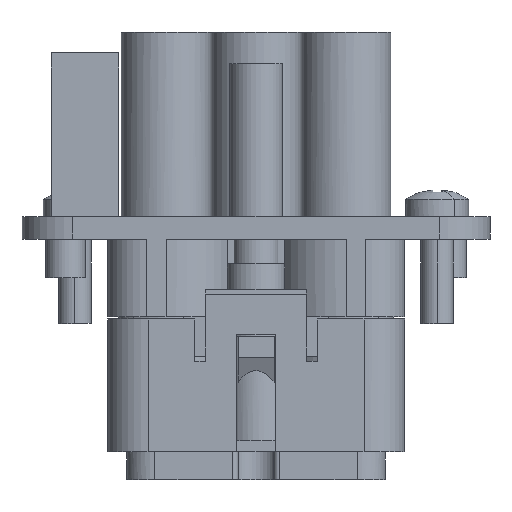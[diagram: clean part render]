
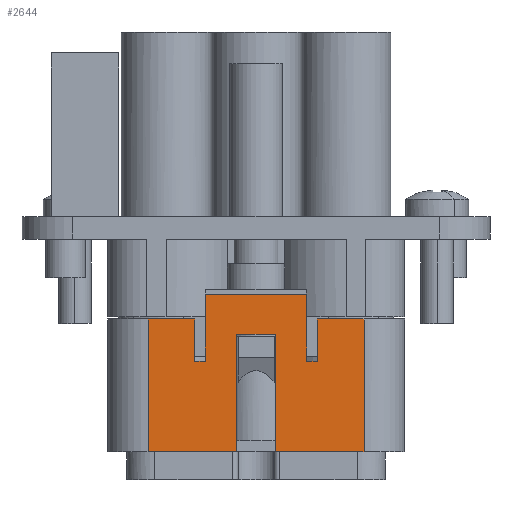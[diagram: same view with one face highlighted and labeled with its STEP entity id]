
A CAD part, left-side view. The second image highlights one B-rep face of the part: STEP entity #2644.
In plain terms, the highlighted planar face has unit normal (-1, 0, 0).
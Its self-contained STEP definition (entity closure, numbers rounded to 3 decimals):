
#2528=AXIS2_PLACEMENT_3D('Plane Axis2P3D',#2525,#2526,#2527) ;
#1050=CARTESIAN_POINT('Vertex',(0.3,15.35,14.3)) ;
#1054=CARTESIAN_POINT('Control Point',(0.3,11.2,14.3)) ;
#1055=CARTESIAN_POINT('Control Point',(0.3,12.03,14.3)) ;
#1056=CARTESIAN_POINT('Control Point',(0.3,12.86,14.3)) ;
#1057=CARTESIAN_POINT('Control Point',(0.3,13.69,14.3)) ;
#1058=CARTESIAN_POINT('Control Point',(0.3,14.52,14.3)) ;
#1059=CARTESIAN_POINT('Control Point',(0.3,15.35,14.3)) ;
#1060=CARTESIAN_POINT('Vertex',(0.3,11.2,14.3)) ;
#2510=CARTESIAN_POINT('Vertex',(0.3,15.35,10.55)) ;
#2513=CARTESIAN_POINT('Line Origine',(0.3,15.35,12.425)) ;
#2525=CARTESIAN_POINT('Axis2P3D Location',(0.3,34.,14.5)) ;
#2530=CARTESIAN_POINT('Line Origine',(0.3,15.15,2.5)) ;
#2534=CARTESIAN_POINT('Vertex',(0.3,19.1,2.5)) ;
#2536=CARTESIAN_POINT('Vertex',(0.3,11.2,2.5)) ;
#2539=CARTESIAN_POINT('Line Origine',(0.3,11.2,8.4)) ;
#2544=CARTESIAN_POINT('Line Origine',(0.3,15.825,10.55)) ;
#2548=CARTESIAN_POINT('Vertex',(0.3,16.3,10.55)) ;
#2551=CARTESIAN_POINT('Line Origine',(0.3,16.3,13.525)) ;
#2555=CARTESIAN_POINT('Vertex',(0.3,16.3,16.5)) ;
#2558=CARTESIAN_POINT('Line Origine',(0.3,20.8,16.5)) ;
#2562=CARTESIAN_POINT('Vertex',(0.3,25.3,16.5)) ;
#2565=CARTESIAN_POINT('Line Origine',(0.3,25.3,13.525)) ;
#2569=CARTESIAN_POINT('Vertex',(0.3,25.3,10.55)) ;
#2572=CARTESIAN_POINT('Line Origine',(0.3,25.775,10.55)) ;
#2576=CARTESIAN_POINT('Vertex',(0.3,26.25,10.55)) ;
#2579=CARTESIAN_POINT('Line Origine',(0.3,26.25,12.425)) ;
#2583=CARTESIAN_POINT('Vertex',(0.3,26.25,14.3)) ;
#2586=CARTESIAN_POINT('Line Origine',(0.3,28.325,14.3)) ;
#2590=CARTESIAN_POINT('Vertex',(0.3,30.4,14.3)) ;
#2593=CARTESIAN_POINT('Line Origine',(0.3,30.4,8.4)) ;
#2597=CARTESIAN_POINT('Vertex',(0.3,30.4,2.5)) ;
#2600=CARTESIAN_POINT('Line Origine',(0.3,26.45,2.5)) ;
#2604=CARTESIAN_POINT('Vertex',(0.3,22.5,2.5)) ;
#2607=CARTESIAN_POINT('Line Origine',(0.3,22.5,7.725)) ;
#2611=CARTESIAN_POINT('Vertex',(0.3,22.5,12.95)) ;
#2614=CARTESIAN_POINT('Line Origine',(0.3,20.8,12.95)) ;
#2618=CARTESIAN_POINT('Vertex',(0.3,19.1,12.95)) ;
#2621=CARTESIAN_POINT('Line Origine',(0.3,19.1,7.725)) ;
#2514=DIRECTION('Vector Direction',(0.,0.,-1.)) ;
#2526=DIRECTION('Axis2P3D Direction',(1.,0.,0.)) ;
#2527=DIRECTION('Axis2P3D XDirection',(0.,-1.,0.)) ;
#2531=DIRECTION('Vector Direction',(0.,-1.,0.)) ;
#2540=DIRECTION('Vector Direction',(0.,0.,-1.)) ;
#2545=DIRECTION('Vector Direction',(0.,-1.,0.)) ;
#2552=DIRECTION('Vector Direction',(0.,0.,1.)) ;
#2559=DIRECTION('Vector Direction',(0.,-1.,0.)) ;
#2566=DIRECTION('Vector Direction',(0.,0.,1.)) ;
#2573=DIRECTION('Vector Direction',(0.,1.,0.)) ;
#2580=DIRECTION('Vector Direction',(0.,0.,-1.)) ;
#2587=DIRECTION('Vector Direction',(0.,1.,0.)) ;
#2594=DIRECTION('Vector Direction',(0.,0.,-1.)) ;
#2601=DIRECTION('Vector Direction',(0.,-1.,0.)) ;
#2608=DIRECTION('Vector Direction',(0.,0.,1.)) ;
#2615=DIRECTION('Vector Direction',(0.,1.,0.)) ;
#2622=DIRECTION('Vector Direction',(0.,0.,1.)) ;
#2515=VECTOR('Line Direction',#2514,1.) ;
#2532=VECTOR('Line Direction',#2531,1.) ;
#2541=VECTOR('Line Direction',#2540,1.) ;
#2546=VECTOR('Line Direction',#2545,1.) ;
#2553=VECTOR('Line Direction',#2552,1.) ;
#2560=VECTOR('Line Direction',#2559,1.) ;
#2567=VECTOR('Line Direction',#2566,1.) ;
#2574=VECTOR('Line Direction',#2573,1.) ;
#2581=VECTOR('Line Direction',#2580,1.) ;
#2588=VECTOR('Line Direction',#2587,1.) ;
#2595=VECTOR('Line Direction',#2594,1.) ;
#2602=VECTOR('Line Direction',#2601,1.) ;
#2609=VECTOR('Line Direction',#2608,1.) ;
#2616=VECTOR('Line Direction',#2615,1.) ;
#2623=VECTOR('Line Direction',#2622,1.) ;
#2627=ORIENTED_EDGE('',*,*,#2538,.T.) ;
#2628=ORIENTED_EDGE('',*,*,#2543,.F.) ;
#2629=ORIENTED_EDGE('',*,*,#1062,.F.) ;
#2630=ORIENTED_EDGE('',*,*,#2517,.T.) ;
#2631=ORIENTED_EDGE('',*,*,#2550,.F.) ;
#2632=ORIENTED_EDGE('',*,*,#2557,.T.) ;
#2633=ORIENTED_EDGE('',*,*,#2564,.F.) ;
#2634=ORIENTED_EDGE('',*,*,#2571,.F.) ;
#2635=ORIENTED_EDGE('',*,*,#2578,.F.) ;
#2636=ORIENTED_EDGE('',*,*,#2585,.F.) ;
#2637=ORIENTED_EDGE('',*,*,#2592,.F.) ;
#2638=ORIENTED_EDGE('',*,*,#2599,.T.) ;
#2639=ORIENTED_EDGE('',*,*,#2606,.T.) ;
#2640=ORIENTED_EDGE('',*,*,#2613,.T.) ;
#2641=ORIENTED_EDGE('',*,*,#2620,.F.) ;
#2642=ORIENTED_EDGE('',*,*,#2625,.F.) ;
#2644=ADVANCED_FACE('Hauptk\X2\00F6\X0\rper',(#2643),#2529,.F.) ;
#1053=B_SPLINE_CURVE_WITH_KNOTS('',5,(#1054,#1055,#1056,#1057,#1058,#1059),.UNSPECIFIED.,.F.,.U.,(6,6),(0.,4.15),.UNSPECIFIED.) ;
#1062=EDGE_CURVE('',#1051,#1061,#1053,.F.) ;
#2517=EDGE_CURVE('',#1051,#2511,#2516,.T.) ;
#2538=EDGE_CURVE('',#2535,#2537,#2533,.T.) ;
#2543=EDGE_CURVE('',#1061,#2537,#2542,.T.) ;
#2550=EDGE_CURVE('',#2549,#2511,#2547,.T.) ;
#2557=EDGE_CURVE('',#2549,#2556,#2554,.T.) ;
#2564=EDGE_CURVE('',#2563,#2556,#2561,.T.) ;
#2571=EDGE_CURVE('',#2570,#2563,#2568,.T.) ;
#2578=EDGE_CURVE('',#2577,#2570,#2575,.F.) ;
#2585=EDGE_CURVE('',#2584,#2577,#2582,.T.) ;
#2592=EDGE_CURVE('',#2591,#2584,#2589,.F.) ;
#2599=EDGE_CURVE('',#2591,#2598,#2596,.T.) ;
#2606=EDGE_CURVE('',#2598,#2605,#2603,.T.) ;
#2613=EDGE_CURVE('',#2605,#2612,#2610,.T.) ;
#2620=EDGE_CURVE('',#2619,#2612,#2617,.T.) ;
#2625=EDGE_CURVE('',#2535,#2619,#2624,.T.) ;
#2626=EDGE_LOOP('',(#2627,#2628,#2629,#2630,#2631,#2632,#2633,#2634,#2635,#2636,#2637,#2638,#2639,#2640,#2641,#2642)) ;
#2643=FACE_OUTER_BOUND('',#2626,.T.) ;
#2516=LINE('Line',#2513,#2515) ;
#2533=LINE('Line',#2530,#2532) ;
#2542=LINE('Line',#2539,#2541) ;
#2547=LINE('Line',#2544,#2546) ;
#2554=LINE('Line',#2551,#2553) ;
#2561=LINE('Line',#2558,#2560) ;
#2568=LINE('Line',#2565,#2567) ;
#2575=LINE('Line',#2572,#2574) ;
#2582=LINE('Line',#2579,#2581) ;
#2589=LINE('Line',#2586,#2588) ;
#2596=LINE('Line',#2593,#2595) ;
#2603=LINE('Line',#2600,#2602) ;
#2610=LINE('Line',#2607,#2609) ;
#2617=LINE('Line',#2614,#2616) ;
#2624=LINE('Line',#2621,#2623) ;
#2529=PLANE('',#2528) ;
#1051=VERTEX_POINT('',#1050) ;
#1061=VERTEX_POINT('',#1060) ;
#2511=VERTEX_POINT('',#2510) ;
#2535=VERTEX_POINT('',#2534) ;
#2537=VERTEX_POINT('',#2536) ;
#2549=VERTEX_POINT('',#2548) ;
#2556=VERTEX_POINT('',#2555) ;
#2563=VERTEX_POINT('',#2562) ;
#2570=VERTEX_POINT('',#2569) ;
#2577=VERTEX_POINT('',#2576) ;
#2584=VERTEX_POINT('',#2583) ;
#2591=VERTEX_POINT('',#2590) ;
#2598=VERTEX_POINT('',#2597) ;
#2605=VERTEX_POINT('',#2604) ;
#2612=VERTEX_POINT('',#2611) ;
#2619=VERTEX_POINT('',#2618) ;
